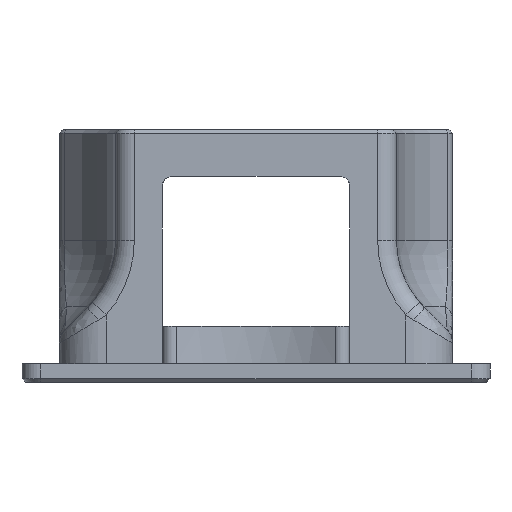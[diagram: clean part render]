
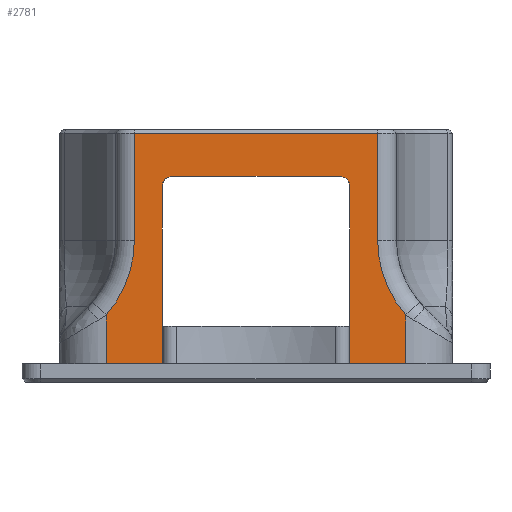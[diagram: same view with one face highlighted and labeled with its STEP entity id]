
A CAD part, front view. The second image highlights one B-rep face of the part: STEP entity #2781.
In plain terms, the highlighted planar face has unit normal (0, -1, 0).
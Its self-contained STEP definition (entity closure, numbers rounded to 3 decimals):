
#161=PLANE('',#3000);
#231=FACE_OUTER_BOUND('',#404,.T.);
#404=EDGE_LOOP('',(#1970,#1971,#1972,#1973,#1974,#1975,#1976,#1977,#1978,
#1979,#1980,#1981,#1982,#1983));
#601=CIRCLE('',#3001,12.);
#602=CIRCLE('',#3002,1.);
#603=CIRCLE('',#3003,1.);
#604=CIRCLE('',#3004,12.);
#762=LINE('',#4235,#987);
#790=LINE('',#4331,#1015);
#791=LINE('',#4335,#1016);
#792=LINE('',#4339,#1017);
#793=LINE('',#4341,#1018);
#794=LINE('',#4343,#1019);
#795=LINE('',#4347,#1020);
#796=LINE('',#4351,#1021);
#797=LINE('',#4353,#1022);
#798=LINE('',#4355,#1023);
#987=VECTOR('',#3338,10.);
#1015=VECTOR('',#3418,10.);
#1016=VECTOR('',#3423,10.);
#1017=VECTOR('',#3426,5.);
#1018=VECTOR('',#3427,10.);
#1019=VECTOR('',#3428,10.);
#1020=VECTOR('',#3431,10.);
#1021=VECTOR('',#3434,10.);
#1022=VECTOR('',#3435,10.);
#1023=VECTOR('',#3436,10.);
#1211=VERTEX_POINT('',#4225);
#1213=VERTEX_POINT('',#4231);
#1245=VERTEX_POINT('',#4330);
#1246=VERTEX_POINT('',#4334);
#1247=VERTEX_POINT('',#4336);
#1248=VERTEX_POINT('',#4338);
#1249=VERTEX_POINT('',#4340);
#1250=VERTEX_POINT('',#4342);
#1251=VERTEX_POINT('',#4344);
#1252=VERTEX_POINT('',#4346);
#1253=VERTEX_POINT('',#4348);
#1254=VERTEX_POINT('',#4350);
#1255=VERTEX_POINT('',#4352);
#1256=VERTEX_POINT('',#4354);
#1476=EDGE_CURVE('',#1211,#1213,#762,.T.);
#1519=EDGE_CURVE('',#1213,#1245,#790,.T.);
#1521=EDGE_CURVE('',#1246,#1211,#791,.T.);
#1522=EDGE_CURVE('',#1247,#1246,#601,.T.);
#1523=EDGE_CURVE('',#1248,#1247,#792,.T.);
#1524=EDGE_CURVE('',#1248,#1249,#793,.T.);
#1525=EDGE_CURVE('',#1249,#1250,#794,.T.);
#1526=EDGE_CURVE('',#1251,#1250,#602,.T.);
#1527=EDGE_CURVE('',#1251,#1252,#795,.T.);
#1528=EDGE_CURVE('',#1253,#1252,#603,.T.);
#1529=EDGE_CURVE('',#1253,#1254,#796,.T.);
#1530=EDGE_CURVE('',#1254,#1255,#797,.T.);
#1531=EDGE_CURVE('',#1256,#1255,#798,.F.);
#1532=EDGE_CURVE('',#1245,#1256,#604,.T.);
#1970=ORIENTED_EDGE('',*,*,#1476,.F.);
#1971=ORIENTED_EDGE('',*,*,#1521,.F.);
#1972=ORIENTED_EDGE('',*,*,#1522,.F.);
#1973=ORIENTED_EDGE('',*,*,#1523,.F.);
#1974=ORIENTED_EDGE('',*,*,#1524,.T.);
#1975=ORIENTED_EDGE('',*,*,#1525,.T.);
#1976=ORIENTED_EDGE('',*,*,#1526,.F.);
#1977=ORIENTED_EDGE('',*,*,#1527,.T.);
#1978=ORIENTED_EDGE('',*,*,#1528,.F.);
#1979=ORIENTED_EDGE('',*,*,#1529,.T.);
#1980=ORIENTED_EDGE('',*,*,#1530,.T.);
#1981=ORIENTED_EDGE('',*,*,#1531,.F.);
#1982=ORIENTED_EDGE('',*,*,#1532,.F.);
#1983=ORIENTED_EDGE('',*,*,#1519,.F.);
#2781=ADVANCED_FACE('',(#231),#161,.T.);
#3000=AXIS2_PLACEMENT_3D('',#4333,#3421,#3422);
#3001=AXIS2_PLACEMENT_3D('',#4337,#3424,#3425);
#3002=AXIS2_PLACEMENT_3D('',#4345,#3429,#3430);
#3003=AXIS2_PLACEMENT_3D('',#4349,#3432,#3433);
#3004=AXIS2_PLACEMENT_3D('',#4356,#3437,#3438);
#3338=DIRECTION('',(1.,0.,0.));
#3418=DIRECTION('',(0.,0.,-1.));
#3421=DIRECTION('center_axis',(0.,-1.,0.));
#3422=DIRECTION('ref_axis',(1.,0.,0.));
#3423=DIRECTION('',(0.,0.,1.));
#3424=DIRECTION('center_axis',(0.,-1.,0.));
#3425=DIRECTION('ref_axis',(0.975,0.,-0.224));
#3426=DIRECTION('',(0.,0.,1.));
#3427=DIRECTION('',(1.,0.,0.));
#3428=DIRECTION('',(0.,0.,1.));
#3429=DIRECTION('center_axis',(0.,-1.,0.));
#3430=DIRECTION('ref_axis',(-0.707,0.,0.707));
#3431=DIRECTION('',(1.,0.,0.));
#3432=DIRECTION('center_axis',(0.,-1.,0.));
#3433=DIRECTION('ref_axis',(0.707,0.,0.707));
#3434=DIRECTION('',(0.,0.,-1.));
#3435=DIRECTION('',(1.,0.,0.));
#3436=DIRECTION('',(0.,0.,1.));
#3437=DIRECTION('center_axis',(0.,-1.,0.));
#3438=DIRECTION('ref_axis',(-0.975,0.,-0.224));
#4225=CARTESIAN_POINT('',(-13.,80.,84.6));
#4231=CARTESIAN_POINT('',(13.,80.,84.6));
#4235=CARTESIAN_POINT('',(-10.5,80.,84.6));
#4330=CARTESIAN_POINT('',(13.,80.,73.142));
#4331=CARTESIAN_POINT('',(13.,80.,80.));
#4333=CARTESIAN_POINT('Origin',(-21.,80.,80.));
#4334=CARTESIAN_POINT('',(-13.,80.,73.142));
#4335=CARTESIAN_POINT('',(-13.,80.,80.));
#4336=CARTESIAN_POINT('',(-16.,80.,65.205));
#4337=CARTESIAN_POINT('Origin',(-25.,80.,73.142));
#4338=CARTESIAN_POINT('',(-16.,80.,60.));
#4339=CARTESIAN_POINT('',(-16.,80.,80.));
#4340=CARTESIAN_POINT('',(-10.,80.,60.));
#4341=CARTESIAN_POINT('',(-10.5,80.,60.));
#4342=CARTESIAN_POINT('',(-10.,80.,79.));
#4343=CARTESIAN_POINT('',(-10.,80.,70.));
#4344=CARTESIAN_POINT('',(-9.,80.,80.));
#4345=CARTESIAN_POINT('Origin',(-9.,80.,79.));
#4346=CARTESIAN_POINT('',(9.,80.,80.));
#4347=CARTESIAN_POINT('',(-15.5,80.,80.));
#4348=CARTESIAN_POINT('',(10.,80.,79.));
#4349=CARTESIAN_POINT('Origin',(9.,80.,79.));
#4350=CARTESIAN_POINT('',(10.,80.,60.));
#4351=CARTESIAN_POINT('',(10.,80.,80.));
#4352=CARTESIAN_POINT('',(16.,80.,60.));
#4353=CARTESIAN_POINT('',(-10.5,80.,60.));
#4354=CARTESIAN_POINT('',(16.,80.,65.205));
#4355=CARTESIAN_POINT('',(16.,80.,80.));
#4356=CARTESIAN_POINT('Origin',(25.,80.,73.142));
